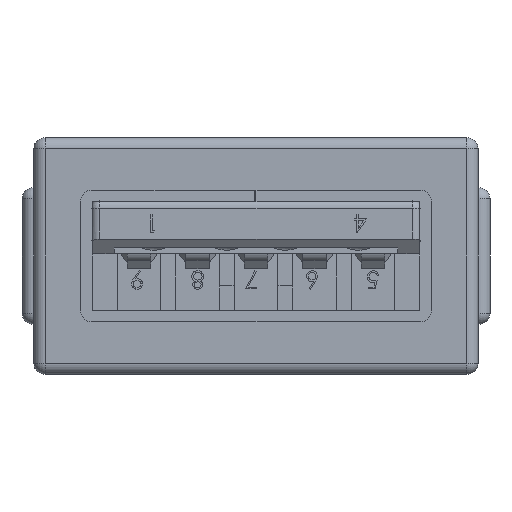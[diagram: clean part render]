
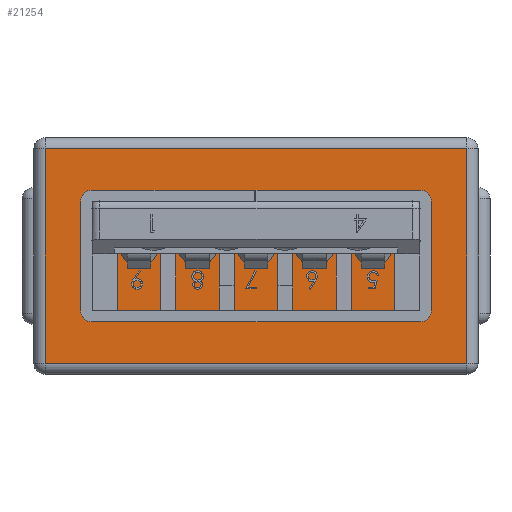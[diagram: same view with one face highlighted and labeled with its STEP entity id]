
A CAD part, left-side view. The second image highlights one B-rep face of the part: STEP entity #21254.
In plain terms, the highlighted planar face has unit normal (-1, 0, 0).
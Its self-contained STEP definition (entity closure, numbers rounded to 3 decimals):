
#9419 = CARTESIAN_POINT ( 'NONE',  ( -13.5, -7.214, -3.669 ) ) ;
#10306 = FACE_OUTER_BOUND ( 'NONE', #20679, .T. ) ;
#13849 = LINE ( 'NONE', #29067, #13855 ) ;
#13855 = VECTOR ( 'NONE', #29069, 1000. ) ;
#13857 = LINE ( 'NONE', #29071, #13865 ) ;
#13859 = LINE ( 'NONE', #29059, #13861 ) ;
#13861 = VECTOR ( 'NONE', #29070, 1000. ) ;
#13865 = VECTOR ( 'NONE', #29072, 1000. ) ;
#13877 = LINE ( 'NONE', #29075, #13881 ) ;
#13881 = VECTOR ( 'NONE', #29076, 1000. ) ;
#16337 = ORIENTED_EDGE ( 'NONE', *, *, #38080, .T. ) ;
#16339 = ORIENTED_EDGE ( 'NONE', *, *, #38079, .T. ) ;
#16535 = ORIENTED_EDGE ( 'NONE', *, *, #38085, .T. ) ;
#16539 = ORIENTED_EDGE ( 'NONE', *, *, #38078, .T. ) ;
#16791 = VERTEX_POINT ( 'NONE', #9419 ) ;
#20679 = EDGE_LOOP ( 'NONE', ( #16535, #16337, #16339, #16539 ) ) ;
#21254 = ADVANCED_FACE ( 'NONE', ( #10306 ), #30018, .F. ) ;
#26232 = CARTESIAN_POINT ( 'NONE',  ( -13.5, -7.214, 3.669 ) ) ;
#26282 = CARTESIAN_POINT ( 'NONE',  ( -13.5, 7.214, -3.669 ) ) ;
#26285 = CARTESIAN_POINT ( 'NONE',  ( -13.5, 7.214, 3.669 ) ) ;
#29059 = CARTESIAN_POINT ( 'NONE',  ( -13.5, 7.214, 4.05 ) ) ;
#29067 = CARTESIAN_POINT ( 'NONE',  ( -13.5, 7.595, -3.669 ) ) ;
#29069 = DIRECTION ( 'NONE',  ( 0., -1., 0. ) ) ;
#29070 = DIRECTION ( 'NONE',  ( 0., 0., -1. ) ) ;
#29071 = CARTESIAN_POINT ( 'NONE',  ( -13.5, 7.595, 3.669 ) ) ;
#29072 = DIRECTION ( 'NONE',  ( 0., 1., 0. ) ) ;
#29075 = CARTESIAN_POINT ( 'NONE',  ( -13.5, -7.214, 4.05 ) ) ;
#29076 = DIRECTION ( 'NONE',  ( 0., 0., 1. ) ) ;
#29925 = DIRECTION ( 'NONE',  ( 0., 1., 0. ) ) ;
#29929 = DIRECTION ( 'NONE',  ( 1., 0., 0. ) ) ;
#30018 = PLANE ( 'NONE',  #38939 ) ;
#30415 = CARTESIAN_POINT ( 'NONE',  ( -13.5, 7.595, 4.05 ) ) ;
#38078 = EDGE_CURVE ( 'NONE', #40149, #16791, #13849, .T. ) ;
#38079 = EDGE_CURVE ( 'NONE', #40151, #40149, #13859, .T. ) ;
#38080 = EDGE_CURVE ( 'NONE', #40103, #40151, #13857, .T. ) ;
#38085 = EDGE_CURVE ( 'NONE', #16791, #40103, #13877, .T. ) ;
#38939 = AXIS2_PLACEMENT_3D ( 'NONE', #30415, #29929, #29925 ) ;
#40103 = VERTEX_POINT ( 'NONE', #26232 ) ;
#40149 = VERTEX_POINT ( 'NONE', #26282 ) ;
#40151 = VERTEX_POINT ( 'NONE', #26285 ) ;
